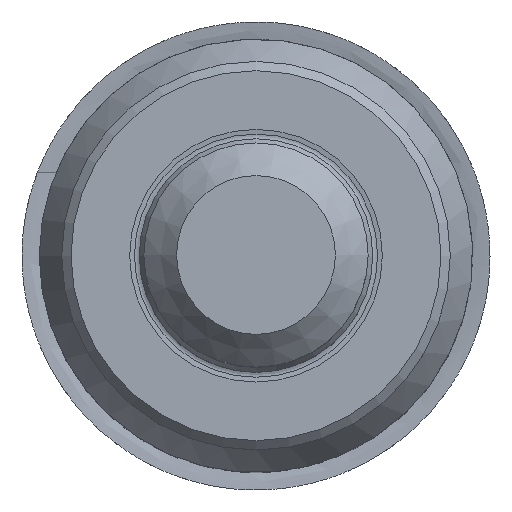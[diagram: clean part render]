
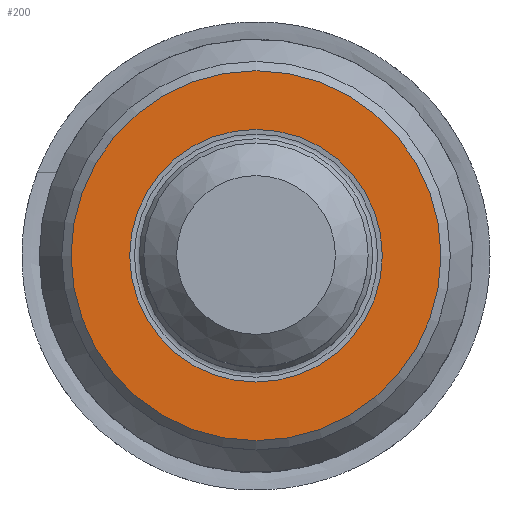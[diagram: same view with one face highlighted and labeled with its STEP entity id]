
A CAD part, top view. The second image highlights one B-rep face of the part: STEP entity #200.
In plain terms, the highlighted planar face has unit normal (0, 0, 1).
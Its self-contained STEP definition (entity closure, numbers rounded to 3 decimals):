
#163=FACE_BOUND('',#256,.T.);
#164=FACE_BOUND('',#257,.T.);
#200=ADVANCED_FACE('',(#163,#164),#213,.F.);
#213=PLANE('',#555);
#256=EDGE_LOOP('',(#314));
#257=EDGE_LOOP('',(#315));
#314=ORIENTED_EDGE('',*,*,#383,.T.);
#315=ORIENTED_EDGE('',*,*,#382,.T.);
#353=VERTEX_POINT('',#782);
#354=VERTEX_POINT('',#785);
#382=EDGE_CURVE('',#353,#353,#411,.T.);
#383=EDGE_CURVE('',#354,#354,#412,.T.);
#411=CIRCLE('',#552,6.762);
#412=CIRCLE('',#554,9.9);
#552=AXIS2_PLACEMENT_3D('',#781,#670,#671);
#554=AXIS2_PLACEMENT_3D('',#784,#674,#675);
#555=AXIS2_PLACEMENT_3D('',#786,#676,#677);
#670=DIRECTION('',(0.,0.,-1.));
#671=DIRECTION('',(-1.,0.,0.));
#674=DIRECTION('',(0.,0.,1.));
#675=DIRECTION('',(-1.,0.,0.));
#676=DIRECTION('',(0.,0.,-1.));
#677=DIRECTION('',(-1.,0.,0.));
#781=CARTESIAN_POINT('',(0.,0.,0.));
#782=CARTESIAN_POINT('',(-6.762,0.,0.));
#784=CARTESIAN_POINT('',(0.,0.,0.));
#785=CARTESIAN_POINT('',(-9.9,0.,0.));
#786=CARTESIAN_POINT('',(-6.762,0.,0.));
